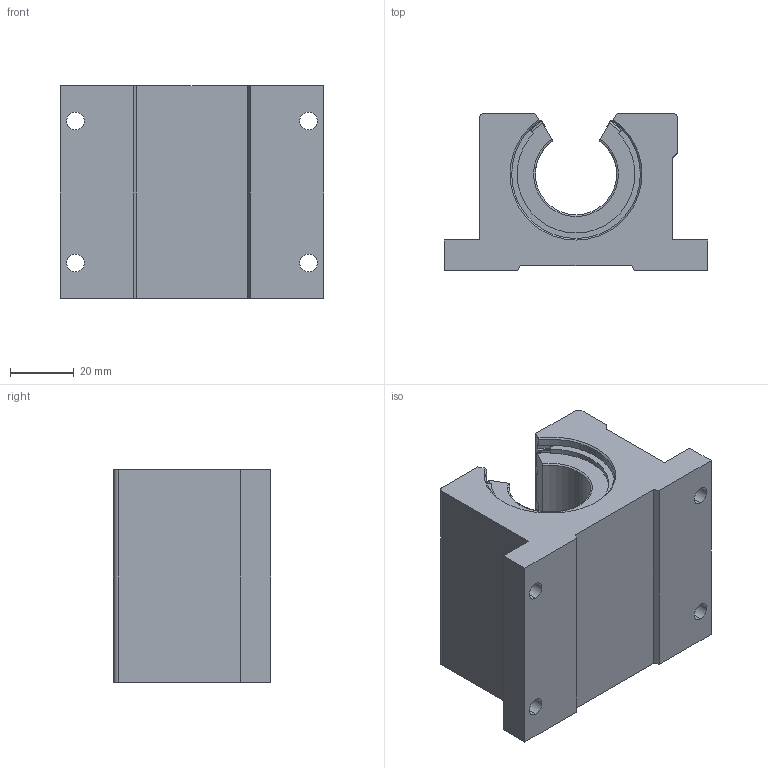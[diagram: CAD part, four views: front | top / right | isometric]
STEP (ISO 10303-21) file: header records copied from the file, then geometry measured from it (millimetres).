
FILE_DESCRIPTION (( 'STEP AP214' ), '1' );
FILE_NAME ('PillowBlock_23D43F7FA0.step', '2020-05-19T00:28:34', ( 'localadmin' ), ( 'BOXX Technologies, Inc.' ), 'SwSTEP 2.0', 'SolidWorks 2019', '' );
FILE_SCHEMA (( 'AUTOMOTIVE_DESIGN' ));
Length unit declared in the file: inch
Products named in the file (3): PillowBlock_23D43F7FA0; sU3eg1oU73_CADModel_0
Assembly tree (1 placements, depth 2):
  PillowBlock_23D43F7FA0
    sU3eg1oU73_CADModel_0
  sU3eg1oU73_CADModel_0
Bounding box: 82.55 x 49.23 x 66.67 mm (x, y, z)
Volume: 157021.4 mm3; surface area: 51534.6 mm2
Topology: 8 solids, 8 shells, 206 faces, 548 edges, 353 vertices
Faces by surface type: cylinder 94, plane 53, cone 45, torus 10, bspline 4
Entity records: 9840 total; most frequent: CARTESIAN_POINT 1784, DIRECTION 1128, ORIENTED_EDGE 1096, EDGE_CURVE 548, AXIS2_PLACEMENT_3D 443, VERTEX_POINT 353, VECTOR 242, LINE 242
